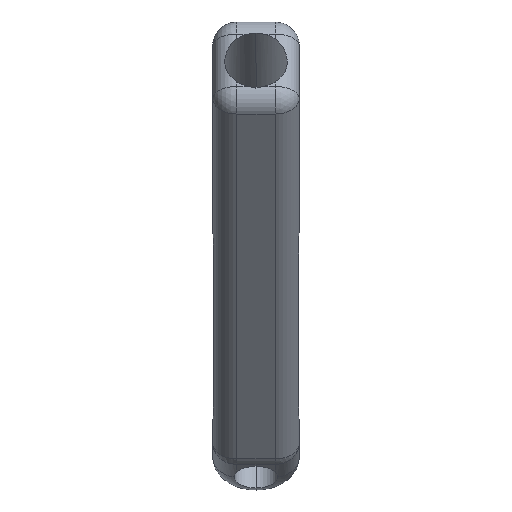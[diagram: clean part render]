
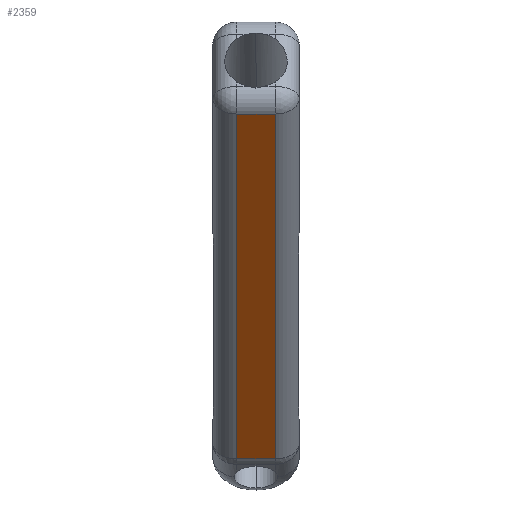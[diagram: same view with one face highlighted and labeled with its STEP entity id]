
A CAD part, left-side view. The second image highlights one B-rep face of the part: STEP entity #2359.
In plain terms, the highlighted planar face has unit normal (-0.766, 0, -0.642).
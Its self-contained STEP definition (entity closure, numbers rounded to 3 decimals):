
#8 = EDGE_CURVE ( 'NONE', #2292, #2265, #1675, .T. ) ;
#38 = ORIENTED_EDGE ( 'NONE', *, *, #2183, .T. ) ;
#113 = VECTOR ( 'NONE', #1687, 1000. ) ;
#241 = VERTEX_POINT ( 'NONE', #543 ) ;
#293 = PLANE ( 'NONE',  #1026 ) ;
#487 = CARTESIAN_POINT ( 'NONE',  ( 85.469, 25., -148.648 ) ) ;
#543 = CARTESIAN_POINT ( 'NONE',  ( -34.683, 8., -5.364 ) ) ;
#551 = EDGE_CURVE ( 'NONE', #2534, #2292, #1616, .T. ) ;
#628 = CARTESIAN_POINT ( 'NONE',  ( 86.603, 25., -150. ) ) ;
#676 = CARTESIAN_POINT ( 'NONE',  ( 85.469, 8., -148.648 ) ) ;
#829 = DIRECTION ( 'NONE',  ( 0.643, 0., -0.766 ) ) ;
#883 = ORIENTED_EDGE ( 'NONE', *, *, #8, .T. ) ;
#1022 = VECTOR ( 'NONE', #829, 1000. ) ;
#1026 = AXIS2_PLACEMENT_3D ( 'NONE', #628, #2597, #1237 ) ;
#1043 = LINE ( 'NONE', #2765, #1022 ) ;
#1099 = DIRECTION ( 'NONE',  ( 0., 1., 0. ) ) ;
#1221 = FACE_OUTER_BOUND ( 'NONE', #1249, .T. ) ;
#1237 = DIRECTION ( 'NONE',  ( 0.643, 0., -0.766 ) ) ;
#1249 = EDGE_LOOP ( 'NONE', ( #2416, #883, #2323, #38 ) ) ;
#1571 = LINE ( 'NONE', #1769, #1661 ) ;
#1616 = LINE ( 'NONE', #487, #1928 ) ;
#1632 = CARTESIAN_POINT ( 'NONE',  ( 85.469, -8., -148.648 ) ) ;
#1661 = VECTOR ( 'NONE', #1099, 1000. ) ;
#1675 = LINE ( 'NONE', #1903, #113 ) ;
#1687 = DIRECTION ( 'NONE',  ( -0.643, 0., 0.766 ) ) ;
#1769 = CARTESIAN_POINT ( 'NONE',  ( -34.683, 25., -5.364 ) ) ;
#1828 = CARTESIAN_POINT ( 'NONE',  ( -34.683, -8., -5.364 ) ) ;
#1891 = EDGE_CURVE ( 'NONE', #2265, #241, #1571, .T. ) ;
#1903 = CARTESIAN_POINT ( 'NONE',  ( 86.603, -8., -150. ) ) ;
#1928 = VECTOR ( 'NONE', #2478, 1000. ) ;
#2183 = EDGE_CURVE ( 'NONE', #241, #2534, #1043, .T. ) ;
#2265 = VERTEX_POINT ( 'NONE', #1828 ) ;
#2292 = VERTEX_POINT ( 'NONE', #1632 ) ;
#2323 = ORIENTED_EDGE ( 'NONE', *, *, #1891, .T. ) ;
#2359 = ADVANCED_FACE ( 'NONE', ( #1221 ), #293, .F. ) ;
#2416 = ORIENTED_EDGE ( 'NONE', *, *, #551, .T. ) ;
#2478 = DIRECTION ( 'NONE',  ( 0., -1., 0. ) ) ;
#2534 = VERTEX_POINT ( 'NONE', #676 ) ;
#2597 = DIRECTION ( 'NONE',  ( 0.766, 0., 0.643 ) ) ;
#2765 = CARTESIAN_POINT ( 'NONE',  ( 86.603, 8., -150. ) ) ;
